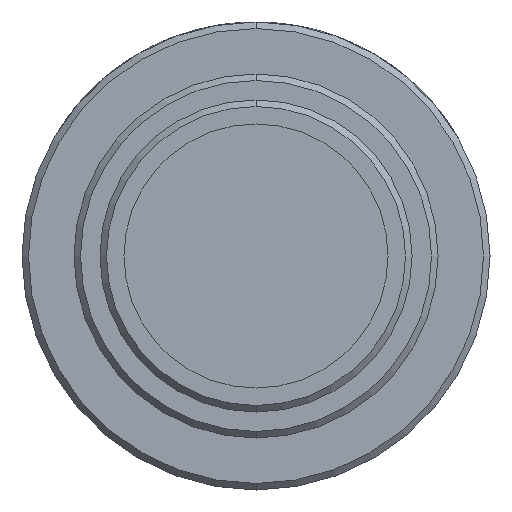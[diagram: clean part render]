
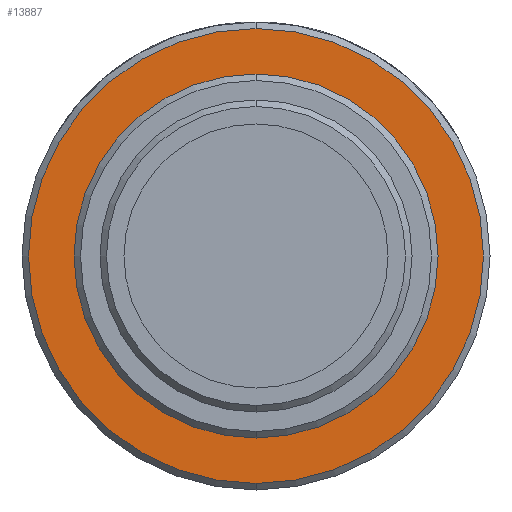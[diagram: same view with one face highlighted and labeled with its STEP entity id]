
A CAD part, front view. The second image highlights one B-rep face of the part: STEP entity #13887.
In plain terms, the highlighted planar face has unit normal (0, -1, 0).
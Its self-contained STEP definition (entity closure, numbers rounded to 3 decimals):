
#1192 = EDGE_CURVE ( 'NONE', #17259, #25964, #23390, .T. ) ;
#1518 = CARTESIAN_POINT ( 'NONE',  ( 0., 11.5, -8.75 ) ) ;
#1624 = VERTEX_POINT ( 'NONE', #27542 ) ;
#2759 = CIRCLE ( 'NONE', #18660, 8.75 ) ;
#2891 = DIRECTION ( 'NONE',  ( 0., -1., 0. ) ) ;
#3144 = DIRECTION ( 'NONE',  ( 0., -1., 0. ) ) ;
#5254 = DIRECTION ( 'NONE',  ( 0., 0., -1. ) ) ;
#6029 = EDGE_CURVE ( 'NONE', #25964, #17259, #2759, .T. ) ;
#6255 = AXIS2_PLACEMENT_3D ( 'NONE', #7659, #26846, #5254 ) ;
#7659 = CARTESIAN_POINT ( 'NONE',  ( 7., 11.5, 0. ) ) ;
#7813 = DIRECTION ( 'NONE',  ( 0., -1., 0. ) ) ;
#8442 = ORIENTED_EDGE ( 'NONE', *, *, #9790, .F. ) ;
#9444 = DIRECTION ( 'NONE',  ( 0., 0., -1. ) ) ;
#9511 = PLANE ( 'NONE',  #6255 ) ;
#9790 = EDGE_CURVE ( 'NONE', #1624, #15166, #19417, .T. ) ;
#11430 = DIRECTION ( 'NONE',  ( 0., -1., 0. ) ) ;
#11479 = EDGE_CURVE ( 'NONE', #15166, #1624, #19876, .T. ) ;
#11813 = DIRECTION ( 'NONE',  ( 0., 0., -1. ) ) ;
#11927 = CARTESIAN_POINT ( 'NONE',  ( 0., 11.5, 7. ) ) ;
#11993 = ORIENTED_EDGE ( 'NONE', *, *, #6029, .T. ) ;
#12567 = AXIS2_PLACEMENT_3D ( 'NONE', #24237, #11430, #23800 ) ;
#13887 = ADVANCED_FACE ( 'NONE', ( #26709, #24881 ), #9511, .T. ) ;
#14115 = DIRECTION ( 'NONE',  ( 0., 0., -1. ) ) ;
#14226 = CARTESIAN_POINT ( 'NONE',  ( 0., 11.5, 0. ) ) ;
#14441 = AXIS2_PLACEMENT_3D ( 'NONE', #15731, #3144, #14115 ) ;
#15166 = VERTEX_POINT ( 'NONE', #11927 ) ;
#15731 = CARTESIAN_POINT ( 'NONE',  ( 0., 11.5, 0. ) ) ;
#16021 = EDGE_LOOP ( 'NONE', ( #24800, #11993 ) ) ;
#16127 = CARTESIAN_POINT ( 'NONE',  ( 0., 11.5, 0. ) ) ;
#16157 = ORIENTED_EDGE ( 'NONE', *, *, #11479, .F. ) ;
#17259 = VERTEX_POINT ( 'NONE', #18092 ) ;
#18092 = CARTESIAN_POINT ( 'NONE',  ( 0., 11.5, 8.75 ) ) ;
#18660 = AXIS2_PLACEMENT_3D ( 'NONE', #14226, #7813, #11813 ) ;
#19417 = CIRCLE ( 'NONE', #14441, 7. ) ;
#19876 = CIRCLE ( 'NONE', #12567, 7. ) ;
#21115 = AXIS2_PLACEMENT_3D ( 'NONE', #16127, #2891, #9444 ) ;
#22271 = EDGE_LOOP ( 'NONE', ( #8442, #16157 ) ) ;
#23390 = CIRCLE ( 'NONE', #21115, 8.75 ) ;
#23800 = DIRECTION ( 'NONE',  ( 0., 0., -1. ) ) ;
#24237 = CARTESIAN_POINT ( 'NONE',  ( 0., 11.5, 0. ) ) ;
#24800 = ORIENTED_EDGE ( 'NONE', *, *, #1192, .T. ) ;
#24881 = FACE_BOUND ( 'NONE', #22271, .T. ) ;
#25964 = VERTEX_POINT ( 'NONE', #1518 ) ;
#26709 = FACE_OUTER_BOUND ( 'NONE', #16021, .T. ) ;
#26846 = DIRECTION ( 'NONE',  ( 0., -1., 0. ) ) ;
#27542 = CARTESIAN_POINT ( 'NONE',  ( 0., 11.5, -7. ) ) ;
